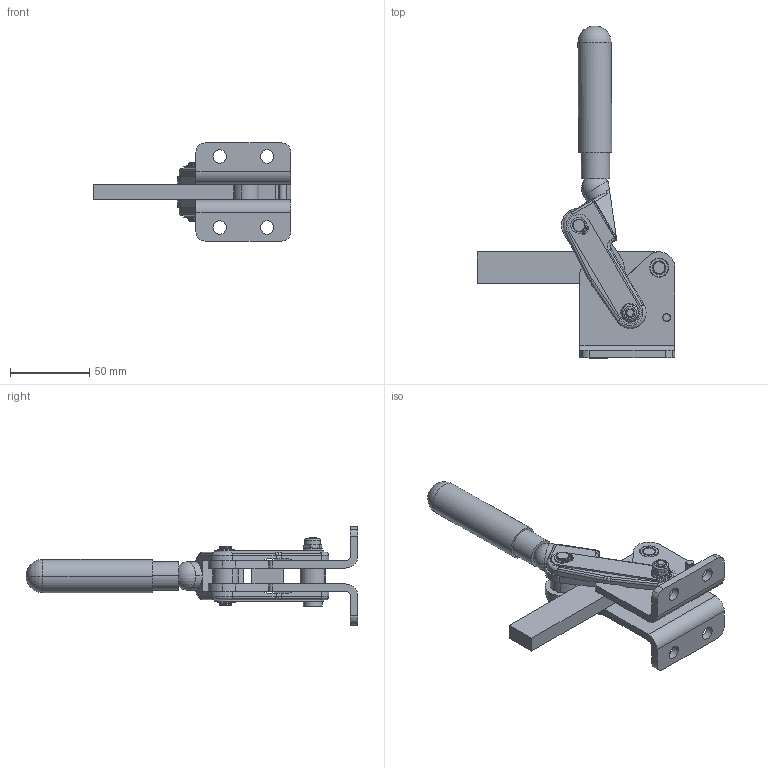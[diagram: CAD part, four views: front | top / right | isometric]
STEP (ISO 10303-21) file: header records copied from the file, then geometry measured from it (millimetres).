
FILE_DESCRIPTION((''),'2;1');
FILE_NAME('623.0.stp','2005-09-01T12:16:11',('CAD'),(''),'Autodesk Inventor 8','Autodesk Inventor 8','');
FILE_SCHEMA(('AUTOMOTIVE_DESIGN { 1 0 10303 214 1 1 1 1 }'));
Length unit declared in the file: millimetre
Products named in the file (1): Part2
Bounding box: 125 x 209.76 x 62.01 mm (x, y, z)
Volume: 130323.3 mm3; surface area: 53812.6 mm2
Topology: 14 solids, 14 shells, 2170 faces, 6057 edges, 3989 vertices
Faces by surface type: plane 1420, cylinder 563, cone 122, bspline 44, torus 12, sphere 9
Entity records: 68817 total; most frequent: CARTESIAN_POINT 16232, ORIENTED_EDGE 12088, DIRECTION 10388, EDGE_CURVE 6044, VERTEX_POINT 3986, AXIS2_PLACEMENT_3D 3847, VECTOR 2694, LINE 2694
